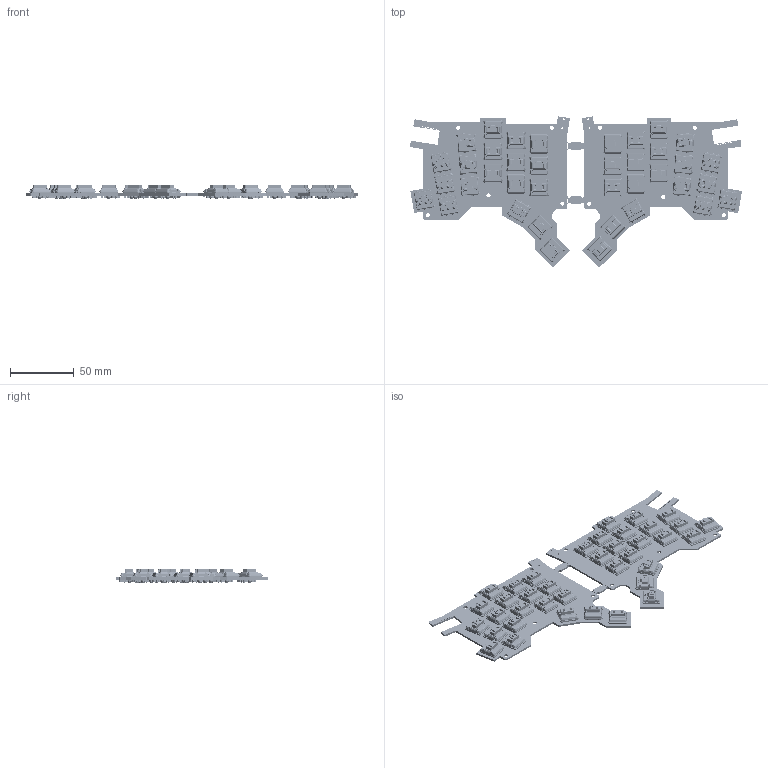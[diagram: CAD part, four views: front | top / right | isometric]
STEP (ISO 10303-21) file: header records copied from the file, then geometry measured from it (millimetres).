
FILE_DESCRIPTION(('KiCad electronic assembly'),'2;1');
FILE_NAME('fabiTEM_edge_0_5.step','2024-05-26T12:25:42',('Pcbnew'),( 'Kicad'),'Open CASCADE STEP processor 7.7','KiCad to STEP converter' ,'Unknown');
FILE_SCHEMA(('AUTOMOTIVE_DESIGN { 1 0 10303 214 1 1 1 1 }'));
Length unit declared in the file: millimetre
Products named in the file (8): fabiTEM_edge_0_5 1; Kailh_switch_PG1350_optional; (Unsaved); Kailh_socket_PG1350_optional; PG1350; D_SOD-123; D_SOD-123 v1; fabiTEM_0-4_PCB
Assembly tree (118 placements, depth 3):
  fabiTEM_edge_0_5 1
    Kailh_switch_PG1350_optional  x38
      (Unsaved)
    Kailh_socket_PG1350_optional  x38
      PG1350
    D_SOD-123  x38
      D_SOD-123 v1
    fabiTEM_0-4_PCB
Bounding box: 259.59 x 118.35 x 11 mm (x, y, z)
Volume: 66377.2 mm3; surface area: 109597.6 mm2
Topology: 343 solids, 343 shells, 33743 faces, 86441 edges, 53802 vertices
Faces by surface type: plane 21813, cylinder 7256, bspline 2394, torus 950, cone 874, sphere 228, revolution 228
Full cylindrical faces by diameter (mm): 0.5 x24, 0.8 x20, 1.27 x76, 1.5 x4, 1.702 x76, 3 x76, 3.2 x48, 3.429 x38
Entity records: 46369 total; most frequent: CARTESIAN_POINT 9835, DIRECTION 7264, ORIENTED_EDGE 7192, EDGE_CURVE 3596, AXIS2_PLACEMENT_3D 2477, LINE 2304, VECTOR 2304, VERTEX_POINT 2298
